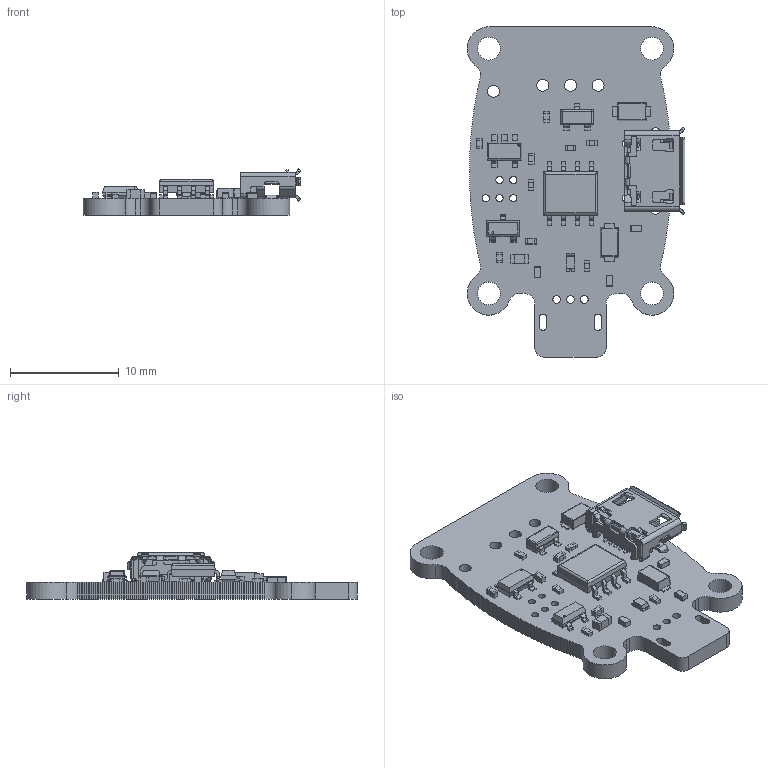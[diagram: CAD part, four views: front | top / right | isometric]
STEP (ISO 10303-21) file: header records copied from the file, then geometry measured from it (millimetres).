
FILE_DESCRIPTION(('Open CASCADE Model'),'2;1');
FILE_NAME('Open CASCADE Shape Model','2021-12-20T19:15:41',('Author'),( 'Open CASCADE'),'Open CASCADE STEP processor 6.8','Open CASCADE 6.8' ,'Unknown');
FILE_SCHEMA(('AUTOMOTIVE_DESIGN { 1 0 10303 214 1 1 1 1 }'));
Length unit declared in the file: millimetre
Products named in the file (54): PCB; Board; Open CASCADE STEP translator 6.8 1.1.1; J4; 10118194c; D7; MSRC-RCLAMP0521P-N_v2; R4; 6088927408; Extruded; 6088929968; R7; D6; MSRC-ON_SEMI_SOD123FL; D5; U2; MSRC-STM-8-SOIC; R3; R2; 6088929808; U1; MSFT-SOT23-5; Model; D1; MSRC-Nexperia_SOT23; R1; FB1; 6853541328; 6853541168; C3; 6088925968; 6088925808; C2; Q1; 6088754928; Body; Open_CASCADE_STEP_translator_6.8_2.1.1; Leader; D4; MSRC-0603_LED_orange ...
Assembly tree (79 placements, depth 5):
  PCB
    Board
      Open CASCADE STEP translator 6.8 1.1.1
    J4
      10118194c
    D7
      MSRC-RCLAMP0521P-N_v2
    R4
      6088927408  x2
        Extruded
      6088929968
        Extruded
    R7
      6088927408  x2
        Extruded
      6088929968
        Extruded
    D6
      MSRC-ON_SEMI_SOD123FL
    D5
      MSRC-ON_SEMI_SOD123FL
    U2
      MSRC-STM-8-SOIC
    R3
      6088927408  x2
        Extruded
      6088929968
        Extruded
    R2
      6088929808  x2
        Extruded
      6088929968
        Extruded
    U1
      MSFT-SOT23-5
        Model
    D1
      MSRC-Nexperia_SOT23
    R1
      6088927408  x2
        Extruded
      6088929968
        Extruded
    FB1
      6853541328
        Extruded
      6853541168  x2
        Extruded
    C3
      6088925968  x2
        Extruded
      6088925808
        Extruded
    C2
      6088925968  x2
        Extruded
      6088925808
        Extruded
    Q1
      6088754928
Bounding box: 20 x 30.35 x 4.27 mm (x, y, z)
Volume: 812.2 mm3; surface area: 1751.1 mm2
Topology: 73 solids, 73 shells, 1793 faces, 4604 edges, 2938 vertices
Faces by surface type: plane 1231, cylinder 469, sphere 52, bspline 19, extrusion 10, cone 8, torus 4
Full cylindrical faces by diameter (mm): 0.152 x1, 0.165 x1, 0.66 x5, 0.71 x3, 0.75 x2, 0.95 x2, 1.1 x4, 2.1 x4
Entity records: 50954 total; most frequent: CARTESIAN_POINT 10931, ORIENTED_EDGE 8088, DIRECTION 7820, EDGE_CURVE 4044, VECTOR 3112, LINE 3102, VERTEX_POINT 2606, AXIS2_PLACEMENT_3D 2354
